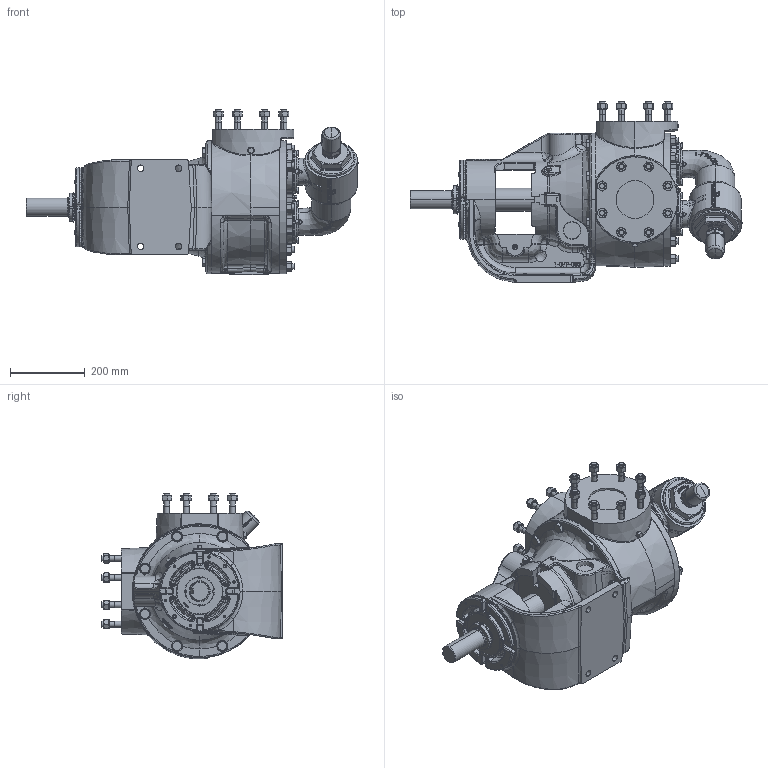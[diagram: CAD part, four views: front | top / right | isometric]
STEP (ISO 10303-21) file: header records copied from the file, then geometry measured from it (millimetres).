
FILE_DESCRIPTION (( 'STEP AP214' ), '1' );
FILE_NAME ('Q224A1.STEP', '2016-10-12T20:01:23', ( '' ), ( '' ), 'SwSTEP 2.0', 'SolidWorks 2015', '' );
FILE_SCHEMA (( 'AUTOMOTIVE_DESIGN' ));
Length unit declared in the file: inch
Products named in the file (2): Q224A1
Bounding box: 889.74 x 485.65 x 444.81 mm (x, y, z)
Volume: 42056951.9 mm3; surface area: 1475043.1 mm2
Topology: 1 solids, 1 shells, 4522 faces, 11614 edges, 7228 vertices
Faces by surface type: plane 1521, bspline 1282, cylinder 983, cone 736
Entity records: 344773 total; most frequent: CARTESIAN_POINT 204668, ORIENTED_EDGE 22962, DIRECTION 16726, EDGE_CURVE 11481, VERTEX_POINT 7228, AXIS2_PLACEMENT_3D 6347, EDGE_LOOP 4805, ADVANCED_FACE 4522
